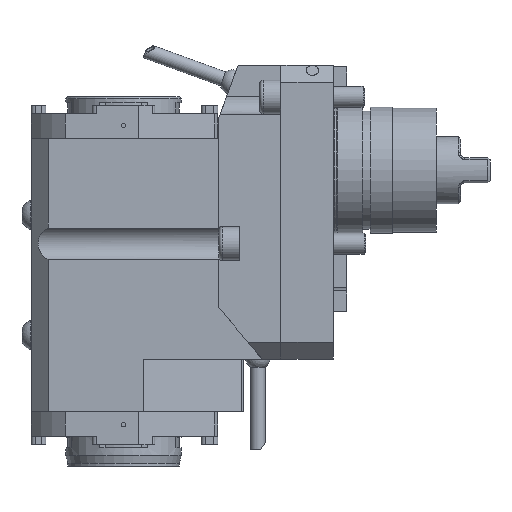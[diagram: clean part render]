
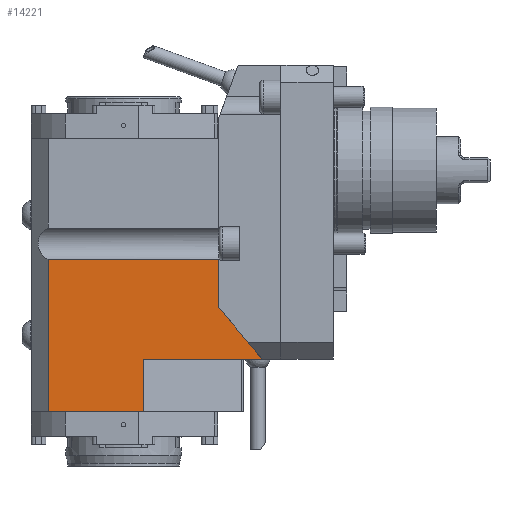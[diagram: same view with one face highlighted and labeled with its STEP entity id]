
A CAD part, left-side view. The second image highlights one B-rep face of the part: STEP entity #14221.
In plain terms, the highlighted planar face has unit normal (-1, 0, 0).
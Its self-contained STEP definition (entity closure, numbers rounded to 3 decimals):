
#85 = DIRECTION ( 'NONE',  ( -1., 0., 0. ) ) ;
#739 = CARTESIAN_POINT ( 'NONE',  ( -44., 137.5, -115. ) ) ;
#2111 = ORIENTED_EDGE ( 'NONE', *, *, #20115, .T. ) ;
#3264 = LINE ( 'NONE', #739, #16525 ) ;
#3444 = VECTOR ( 'NONE', #11430, 1000. ) ;
#3582 = ORIENTED_EDGE ( 'NONE', *, *, #12539, .F. ) ;
#3896 = CARTESIAN_POINT ( 'NONE',  ( -44., 92.8, -115. ) ) ;
#3904 = PLANE ( 'NONE',  #18816 ) ;
#4001 = DIRECTION ( 'NONE',  ( 0., 0., 1. ) ) ;
#4171 = CARTESIAN_POINT ( 'NONE',  ( -44., 136., -115. ) ) ;
#4492 = VECTOR ( 'NONE', #28016, 1000. ) ;
#4907 = CARTESIAN_POINT ( 'NONE',  ( -44., 54.5, -42.471 ) ) ;
#5028 = VERTEX_POINT ( 'NONE', #7927 ) ;
#5271 = ORIENTED_EDGE ( 'NONE', *, *, #14397, .F. ) ;
#5307 = ORIENTED_EDGE ( 'NONE', *, *, #19867, .F. ) ;
#5389 = ORIENTED_EDGE ( 'NONE', *, *, #21461, .F. ) ;
#5511 = CARTESIAN_POINT ( 'NONE',  ( -44., 84.5, -90. ) ) ;
#5744 = DIRECTION ( 'NONE',  ( 0., 0., -1. ) ) ;
#7927 = CARTESIAN_POINT ( 'NONE',  ( -44., 33.942, -90. ) ) ;
#8550 = VECTOR ( 'NONE', #5744, 1000. ) ;
#8742 = CARTESIAN_POINT ( 'NONE',  ( -44., 80.932, -34. ) ) ;
#8790 = CARTESIAN_POINT ( 'NONE',  ( -44., 54.5, -115. ) ) ;
#8978 = CARTESIAN_POINT ( 'NONE',  ( -44., 90.5, -90. ) ) ;
#10550 = VERTEX_POINT ( 'NONE', #4907 ) ;
#10783 = ORIENTED_EDGE ( 'NONE', *, *, #16142, .T. ) ;
#11092 = ORIENTED_EDGE ( 'NONE', *, *, #28011, .F. ) ;
#11238 = LINE ( 'NONE', #15779, #4492 ) ;
#11430 = DIRECTION ( 'NONE',  ( 0., -0.643, -0.766 ) ) ;
#12539 = EDGE_CURVE ( 'NONE', #13291, #18535, #3264, .T. ) ;
#12664 = VERTEX_POINT ( 'NONE', #4171 ) ;
#13291 = VERTEX_POINT ( 'NONE', #3896 ) ;
#13934 = LINE ( 'NONE', #25714, #21924 ) ;
#14028 = VERTEX_POINT ( 'NONE', #22680 ) ;
#14101 = VERTEX_POINT ( 'NONE', #26749 ) ;
#14113 = CARTESIAN_POINT ( 'NONE',  ( -44., 136., -115. ) ) ;
#14221 = ADVANCED_FACE ( 'Defeature completata1_13', ( #20605 ), #3904, .T. ) ;
#14397 = EDGE_CURVE ( 'NONE', #14101, #13291, #13934, .T. ) ;
#15779 = CARTESIAN_POINT ( 'NONE',  ( -44., 144., -42.471 ) ) ;
#15845 = LINE ( 'NONE', #25440, #30418 ) ;
#16142 = EDGE_CURVE ( 'NONE', #14028, #12664, #26504, .T. ) ;
#16525 = VECTOR ( 'NONE', #26867, 1000. ) ;
#16607 = VECTOR ( 'NONE', #23851, 1000. ) ;
#18106 = CARTESIAN_POINT ( 'NONE',  ( -44., 127.713, -115. ) ) ;
#18535 = VERTEX_POINT ( 'NONE', #18106 ) ;
#18816 = AXIS2_PLACEMENT_3D ( 'NONE', #18982, #85, #18826 ) ;
#18826 = DIRECTION ( 'NONE',  ( 0., 0., 1. ) ) ;
#18959 = CARTESIAN_POINT ( 'NONE',  ( -44., 54.5, -65.5 ) ) ;
#18982 = CARTESIAN_POINT ( 'NONE',  ( -44., 54.5, -115. ) ) ;
#19003 = ORIENTED_EDGE ( 'NONE', *, *, #21045, .T. ) ;
#19811 = ORIENTED_EDGE ( 'NONE', *, *, #20584, .F. ) ;
#19867 = EDGE_CURVE ( 'NONE', #29654, #5028, #25578, .T. ) ;
#20115 = EDGE_CURVE ( 'NONE', #10550, #14028, #11238, .T. ) ;
#20584 = EDGE_CURVE ( 'NONE', #18535, #12664, #23735, .T. ) ;
#20605 = FACE_OUTER_BOUND ( 'NONE', #27966, .T. ) ;
#21045 = EDGE_CURVE ( 'NONE', #29654, #10550, #15845, .T. ) ;
#21461 = EDGE_CURVE ( 'NONE', #5028, #27024, #29251, .T. ) ;
#21486 = VECTOR ( 'NONE', #27231, 1000. ) ;
#21924 = VECTOR ( 'NONE', #23514, 1000. ) ;
#22182 = CARTESIAN_POINT ( 'NONE',  ( -44., 90.5, -90. ) ) ;
#22680 = CARTESIAN_POINT ( 'NONE',  ( -44., 136., -42.471 ) ) ;
#23514 = DIRECTION ( 'NONE',  ( 0., 1., 0. ) ) ;
#23735 = LINE ( 'NONE', #8790, #27448 ) ;
#23851 = DIRECTION ( 'NONE',  ( 0., 0., -1. ) ) ;
#24545 = LINE ( 'NONE', #22182, #8550 ) ;
#25440 = CARTESIAN_POINT ( 'NONE',  ( -44., 54.5, -115. ) ) ;
#25578 = LINE ( 'NONE', #8742, #3444 ) ;
#25714 = CARTESIAN_POINT ( 'NONE',  ( -44., 54.5, -115. ) ) ;
#26504 = LINE ( 'NONE', #14113, #16607 ) ;
#26749 = CARTESIAN_POINT ( 'NONE',  ( -44., 90.5, -115. ) ) ;
#26867 = DIRECTION ( 'NONE',  ( 0., 1., 0. ) ) ;
#27024 = VERTEX_POINT ( 'NONE', #8978 ) ;
#27231 = DIRECTION ( 'NONE',  ( 0., 1., 0. ) ) ;
#27448 = VECTOR ( 'NONE', #30268, 1000. ) ;
#27966 = EDGE_LOOP ( 'NONE', ( #5389, #5307, #19003, #2111, #10783, #19811, #3582, #5271, #11092 ) ) ;
#28011 = EDGE_CURVE ( 'NONE', #27024, #14101, #24545, .T. ) ;
#28016 = DIRECTION ( 'NONE',  ( 0., 1., 0. ) ) ;
#29251 = LINE ( 'NONE', #5511, #21486 ) ;
#29654 = VERTEX_POINT ( 'NONE', #18959 ) ;
#30268 = DIRECTION ( 'NONE',  ( 0., 1., 0. ) ) ;
#30418 = VECTOR ( 'NONE', #4001, 1000. ) ;
